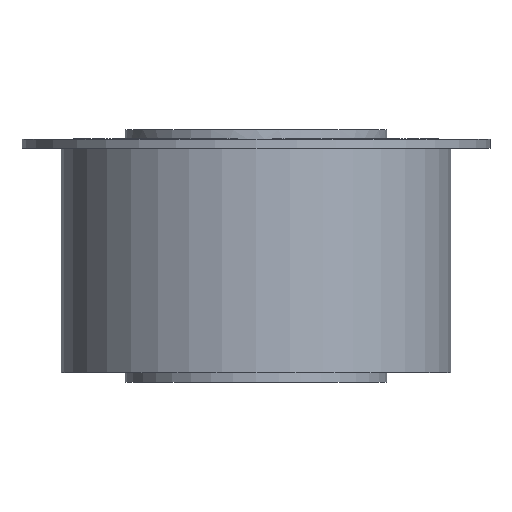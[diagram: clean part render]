
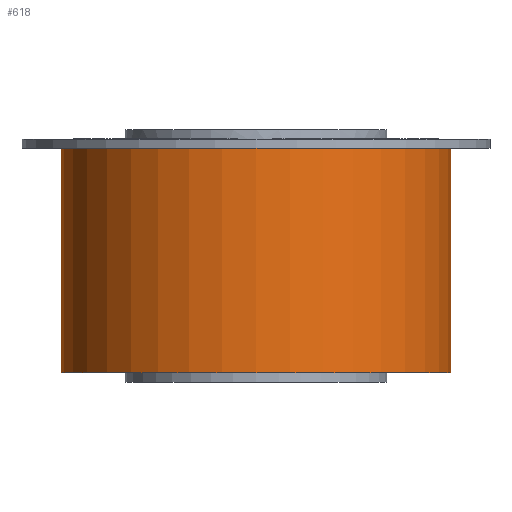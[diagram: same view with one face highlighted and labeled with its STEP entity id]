
A CAD part, front view. The second image highlights one B-rep face of the part: STEP entity #618.
In plain terms, the highlighted cylindrical face has radius 21.25 mm (diameter 42.5 mm), a partial arc.
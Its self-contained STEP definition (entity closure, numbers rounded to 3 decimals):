
#37 = EDGE_CURVE ( 'NONE', #1490, #1370, #1823, .T. ) ;
#43 = CYLINDRICAL_SURFACE ( 'NONE', #989, 21.25 ) ;
#54 = DIRECTION ( 'NONE',  ( 0., 0., 1. ) ) ;
#176 = CARTESIAN_POINT ( 'NONE',  ( 0., 0., 11.75 ) ) ;
#177 = LINE ( 'NONE', #1146, #690 ) ;
#203 = VERTEX_POINT ( 'NONE', #1313 ) ;
#207 = EDGE_CURVE ( 'NONE', #203, #1298, #2086, .T. ) ;
#337 = DIRECTION ( 'NONE',  ( 0., 0., 1. ) ) ;
#460 = ORIENTED_EDGE ( 'NONE', *, *, #1818, .F. ) ;
#499 = ORIENTED_EDGE ( 'NONE', *, *, #912, .T. ) ;
#571 = DIRECTION ( 'NONE',  ( 1., 0., 0. ) ) ;
#618 = ADVANCED_FACE ( 'NONE', ( #1627 ), #43, .T. ) ;
#690 = VECTOR ( 'NONE', #1992, 1000. ) ;
#717 = CARTESIAN_POINT ( 'NONE',  ( 21.25, 0., 59.336 ) ) ;
#753 = CARTESIAN_POINT ( 'NONE',  ( 0., 0., 59.336 ) ) ;
#912 = EDGE_CURVE ( 'NONE', #1298, #1370, #1037, .T. ) ;
#989 = AXIS2_PLACEMENT_3D ( 'NONE', #753, #54, #571 ) ;
#1037 = LINE ( 'NONE', #717, #1355 ) ;
#1089 = DIRECTION ( 'NONE',  ( 0., 0., 1. ) ) ;
#1098 = AXIS2_PLACEMENT_3D ( 'NONE', #2020, #1089, #1778 ) ;
#1146 = CARTESIAN_POINT ( 'NONE',  ( -21.25, 0., 59.336 ) ) ;
#1298 = VERTEX_POINT ( 'NONE', #1560 ) ;
#1313 = CARTESIAN_POINT ( 'NONE',  ( -21.25, 0., -12.75 ) ) ;
#1339 = ORIENTED_EDGE ( 'NONE', *, *, #37, .F. ) ;
#1355 = VECTOR ( 'NONE', #1377, 1000. ) ;
#1370 = VERTEX_POINT ( 'NONE', #1590 ) ;
#1377 = DIRECTION ( 'NONE',  ( 0., 0., 1. ) ) ;
#1404 = ORIENTED_EDGE ( 'NONE', *, *, #207, .T. ) ;
#1490 = VERTEX_POINT ( 'NONE', #2217 ) ;
#1560 = CARTESIAN_POINT ( 'NONE',  ( 21.25, 0., -12.75 ) ) ;
#1590 = CARTESIAN_POINT ( 'NONE',  ( 21.25, 0., 11.75 ) ) ;
#1603 = AXIS2_PLACEMENT_3D ( 'NONE', #176, #337, #2100 ) ;
#1627 = FACE_OUTER_BOUND ( 'NONE', #1762, .T. ) ;
#1762 = EDGE_LOOP ( 'NONE', ( #460, #1404, #499, #1339 ) ) ;
#1778 = DIRECTION ( 'NONE',  ( 1., 0., 0. ) ) ;
#1818 = EDGE_CURVE ( 'NONE', #203, #1490, #177, .T. ) ;
#1823 = CIRCLE ( 'NONE', #1603, 21.25 ) ;
#1992 = DIRECTION ( 'NONE',  ( 0., 0., 1. ) ) ;
#2020 = CARTESIAN_POINT ( 'NONE',  ( 0., 0., -12.75 ) ) ;
#2086 = CIRCLE ( 'NONE', #1098, 21.25 ) ;
#2100 = DIRECTION ( 'NONE',  ( 1., 0., 0. ) ) ;
#2217 = CARTESIAN_POINT ( 'NONE',  ( -21.25, 0., 11.75 ) ) ;
